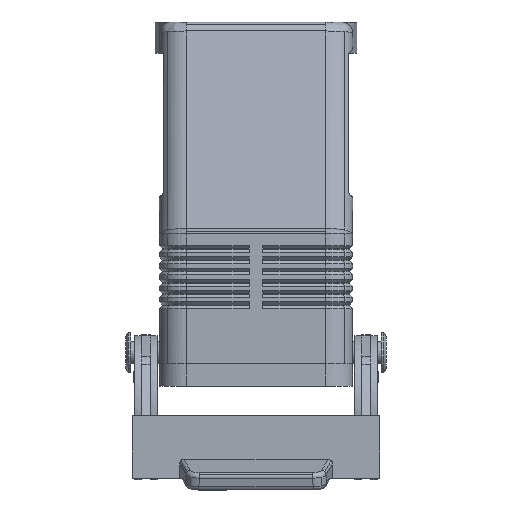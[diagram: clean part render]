
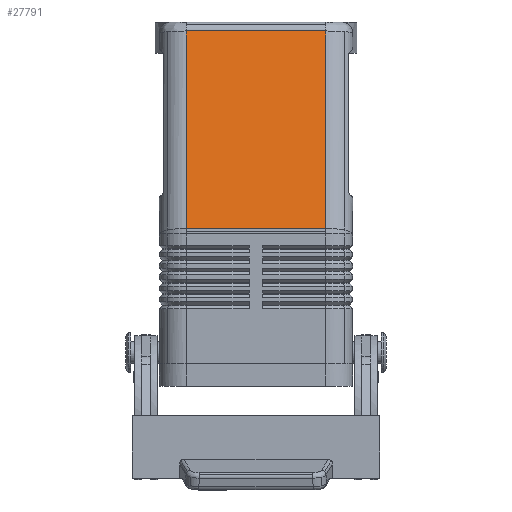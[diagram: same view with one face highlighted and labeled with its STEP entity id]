
A CAD part, left-side view. The second image highlights one B-rep face of the part: STEP entity #27791.
In plain terms, the highlighted planar face has unit normal (-0.98, 0, 0.2).
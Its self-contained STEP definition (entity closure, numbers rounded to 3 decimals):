
#1514=CARTESIAN_POINT('',(-59.879,-15.5,35.094));
#1515=VERTEX_POINT('',#1514);
#1523=CARTESIAN_POINT('',(-59.879,15.5,35.094));
#1524=VERTEX_POINT('',#1523);
#1525=CARTESIAN_POINT('',(-59.879,-15.5,35.094));
#1526=DIRECTION('',(0.0,1.0,0.0));
#1527=VECTOR('',#1526,31.);
#1528=LINE('',#1525,#1527);
#1529=EDGE_CURVE('',#1515,#1524,#1528,.T.);
#27349=CARTESIAN_POINT('',(-50.909,-15.5,79.));
#27350=VERTEX_POINT('',#27349);
#27358=CARTESIAN_POINT('',(-50.909,-15.5,79.));
#27359=DIRECTION('',(-0.2,0.0,-0.98));
#27360=VECTOR('',#27359,44.813);
#27361=LINE('',#27358,#27360);
#27362=EDGE_CURVE('',#27350,#1515,#27361,.T.);
#27768=CARTESIAN_POINT('',(-50.5,0.0,81.));
#27769=DIRECTION('',(-0.98,0.0,0.2));
#27770=DIRECTION('',(0.2,0.0,0.98));
#27771=AXIS2_PLACEMENT_3D('',#27768,#27769,#27770);
#27772=PLANE('',#27771);
#27773=ORIENTED_EDGE('',*,*,#27362,.F.);
#27774=CARTESIAN_POINT('',(-50.909,15.5,79.));
#27775=VERTEX_POINT('',#27774);
#27776=CARTESIAN_POINT('',(-50.909,15.5,79.));
#27777=DIRECTION('',(0.0,-1.0,0.0));
#27778=VECTOR('',#27777,31.);
#27779=LINE('',#27776,#27778);
#27780=EDGE_CURVE('',#27775,#27350,#27779,.T.);
#27781=ORIENTED_EDGE('',*,*,#27780,.F.);
#27782=CARTESIAN_POINT('',(-59.879,15.5,35.094));
#27783=DIRECTION('',(0.2,0.0,0.98));
#27784=VECTOR('',#27783,44.813);
#27785=LINE('',#27782,#27784);
#27786=EDGE_CURVE('',#1524,#27775,#27785,.T.);
#27787=ORIENTED_EDGE('',*,*,#27786,.F.);
#27788=ORIENTED_EDGE('',*,*,#1529,.F.);
#27789=EDGE_LOOP('',(#27773,#27781,#27787,#27788));
#27790=FACE_OUTER_BOUND('',#27789,.T.);
#27791=ADVANCED_FACE('',(#27790),#27772,.T.);
